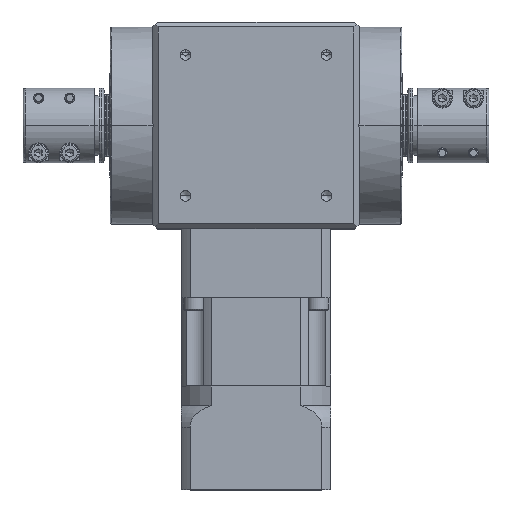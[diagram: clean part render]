
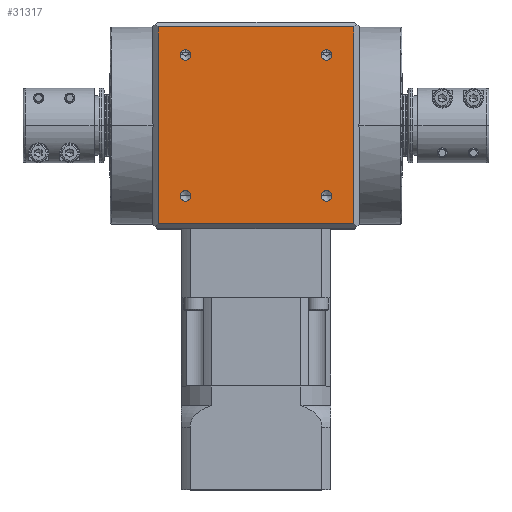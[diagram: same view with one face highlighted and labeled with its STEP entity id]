
A CAD part, top view. The second image highlights one B-rep face of the part: STEP entity #31317.
In plain terms, the highlighted planar face has unit normal (0, 0, 1).
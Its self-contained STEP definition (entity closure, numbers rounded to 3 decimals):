
#35 = DIRECTION ( 'NONE',  ( 0., -1., 0. ) ) ;
#641 = CARTESIAN_POINT ( 'NONE',  ( 28.284, 166.084, 41.5 ) ) ;
#903 = VERTEX_POINT ( 'NONE', #27091 ) ;
#992 = ORIENTED_EDGE ( 'NONE', *, *, #13964, .F. ) ;
#1058 = VERTEX_POINT ( 'NONE', #29024 ) ;
#1443 = EDGE_CURVE ( 'NONE', #903, #16398, #33029, .T. ) ;
#1690 = CARTESIAN_POINT ( 'NONE',  ( -28.284, 163.984, 41.5 ) ) ;
#2101 = DIRECTION ( 'NONE',  ( 0., -1., 0. ) ) ;
#2426 = EDGE_CURVE ( 'NONE', #23146, #11546, #21361, .T. ) ;
#2648 = CARTESIAN_POINT ( 'NONE',  ( -28.284, 107.416, 41.5 ) ) ;
#2702 = AXIS2_PLACEMENT_3D ( 'NONE', #31075, #14631, #33839 ) ;
#2749 = AXIS2_PLACEMENT_3D ( 'NONE', #1690, #3129, #3375 ) ;
#3020 = AXIS2_PLACEMENT_3D ( 'NONE', #33733, #33625, #30988 ) ;
#3129 = DIRECTION ( 'NONE',  ( 0., 0., -1. ) ) ;
#3375 = DIRECTION ( 'NONE',  ( 0., -1., 0. ) ) ;
#4410 = ORIENTED_EDGE ( 'NONE', *, *, #26798, .F. ) ;
#4731 = CARTESIAN_POINT ( 'NONE',  ( -41.5, 96.2, 41.5 ) ) ;
#4784 = CARTESIAN_POINT ( 'NONE',  ( 28.284, 163.984, 41.5 ) ) ;
#4831 = LINE ( 'NONE', #12577, #25035 ) ;
#5187 = FACE_BOUND ( 'NONE', #9482, .T. ) ;
#5343 = DIRECTION ( 'NONE',  ( 0., -1., 0. ) ) ;
#5478 = VERTEX_POINT ( 'NONE', #21642 ) ;
#6140 = EDGE_LOOP ( 'NONE', ( #9707, #24180 ) ) ;
#7135 = DIRECTION ( 'NONE',  ( 0., 0., -1. ) ) ;
#7297 = CARTESIAN_POINT ( 'NONE',  ( 28.284, 161.884, 41.5 ) ) ;
#7416 = CIRCLE ( 'NONE', #2702, 2.1 ) ;
#7577 = DIRECTION ( 'NONE',  ( 0., -1., 0. ) ) ;
#7768 = EDGE_CURVE ( 'NONE', #1058, #22505, #12360, .T. ) ;
#7998 = CARTESIAN_POINT ( 'NONE',  ( -28.284, 109.516, 41.5 ) ) ;
#8137 = VERTEX_POINT ( 'NONE', #641 ) ;
#8155 = CIRCLE ( 'NONE', #29433, 2.1 ) ;
#8441 = CIRCLE ( 'NONE', #34894, 2.1 ) ;
#8600 = ORIENTED_EDGE ( 'NONE', *, *, #35492, .T. ) ;
#8769 = VECTOR ( 'NONE', #19595, 1000. ) ;
#9194 = AXIS2_PLACEMENT_3D ( 'NONE', #34987, #18544, #2101 ) ;
#9284 = CARTESIAN_POINT ( 'NONE',  ( 28.284, 109.516, 41.5 ) ) ;
#9482 = EDGE_LOOP ( 'NONE', ( #4410, #24695 ) ) ;
#9533 = CIRCLE ( 'NONE', #9194, 2.1 ) ;
#9707 = ORIENTED_EDGE ( 'NONE', *, *, #1443, .T. ) ;
#10018 = CARTESIAN_POINT ( 'NONE',  ( -28.284, 166.084, 41.5 ) ) ;
#10216 = ORIENTED_EDGE ( 'NONE', *, *, #7768, .F. ) ;
#10308 = DIRECTION ( 'NONE',  ( -1., 0., 0. ) ) ;
#10326 = ORIENTED_EDGE ( 'NONE', *, *, #31226, .F. ) ;
#11512 = VECTOR ( 'NONE', #11942, 1000. ) ;
#11546 = VERTEX_POINT ( 'NONE', #18996 ) ;
#11942 = DIRECTION ( 'NONE',  ( 0., 1., 0. ) ) ;
#12360 = LINE ( 'NONE', #22849, #11512 ) ;
#12577 = CARTESIAN_POINT ( 'NONE',  ( 0., 175.2, 41.5 ) ) ;
#13964 = EDGE_CURVE ( 'NONE', #35346, #22124, #21548, .T. ) ;
#14096 = CARTESIAN_POINT ( 'NONE',  ( 39.292, 175.2, 41.5 ) ) ;
#14631 = DIRECTION ( 'NONE',  ( 0., 0., -1. ) ) ;
#14839 = CARTESIAN_POINT ( 'NONE',  ( -28.284, 107.416, 41.5 ) ) ;
#16107 = LINE ( 'NONE', #30541, #8769 ) ;
#16236 = ORIENTED_EDGE ( 'NONE', *, *, #34668, .T. ) ;
#16398 = VERTEX_POINT ( 'NONE', #10018 ) ;
#16467 = DIRECTION ( 'NONE',  ( 0., 0., 1. ) ) ;
#16480 = EDGE_LOOP ( 'NONE', ( #10326, #992 ) ) ;
#17608 = DIRECTION ( 'NONE',  ( 0., -1., 0. ) ) ;
#18495 = ORIENTED_EDGE ( 'NONE', *, *, #34451, .F. ) ;
#18544 = DIRECTION ( 'NONE',  ( 0., 0., -1. ) ) ;
#18973 = FACE_BOUND ( 'NONE', #6140, .T. ) ;
#18996 = CARTESIAN_POINT ( 'NONE',  ( 28.284, 105.316, 41.5 ) ) ;
#19358 = LINE ( 'NONE', #4731, #25748 ) ;
#19514 = CIRCLE ( 'NONE', #20158, 2.1 ) ;
#19595 = DIRECTION ( 'NONE',  ( 0., -1., 0. ) ) ;
#20158 = AXIS2_PLACEMENT_3D ( 'NONE', #4784, #24003, #7577 ) ;
#20726 = AXIS2_PLACEMENT_3D ( 'NONE', #2648, #21857, #5343 ) ;
#21361 = CIRCLE ( 'NONE', #3020, 2.1 ) ;
#21548 = CIRCLE ( 'NONE', #20726, 2.1 ) ;
#21642 = CARTESIAN_POINT ( 'NONE',  ( 39.292, 96.2, 41.5 ) ) ;
#21857 = DIRECTION ( 'NONE',  ( 0., 0., 1. ) ) ;
#22124 = VERTEX_POINT ( 'NONE', #29719 ) ;
#22505 = VERTEX_POINT ( 'NONE', #25285 ) ;
#22801 = EDGE_CURVE ( 'NONE', #5478, #1058, #19358, .T. ) ;
#22849 = CARTESIAN_POINT ( 'NONE',  ( -39.292, 177.2, 41.5 ) ) ;
#23146 = VERTEX_POINT ( 'NONE', #9284 ) ;
#23225 = AXIS2_PLACEMENT_3D ( 'NONE', #23566, #7135, #26305 ) ;
#23445 = PLANE ( 'NONE',  #23225 ) ;
#23487 = DIRECTION ( 'NONE',  ( 1., 0., 0. ) ) ;
#23566 = CARTESIAN_POINT ( 'NONE',  ( -41.5, 177.2, 41.5 ) ) ;
#23570 = VERTEX_POINT ( 'NONE', #14096 ) ;
#23972 = EDGE_LOOP ( 'NONE', ( #24607, #18495, #31606, #10216 ) ) ;
#24003 = DIRECTION ( 'NONE',  ( 0., 0., -1. ) ) ;
#24180 = ORIENTED_EDGE ( 'NONE', *, *, #29816, .T. ) ;
#24607 = ORIENTED_EDGE ( 'NONE', *, *, #22801, .F. ) ;
#24695 = ORIENTED_EDGE ( 'NONE', *, *, #2426, .F. ) ;
#25035 = VECTOR ( 'NONE', #23487, 1000. ) ;
#25285 = CARTESIAN_POINT ( 'NONE',  ( -39.292, 175.2, 41.5 ) ) ;
#25748 = VECTOR ( 'NONE', #10308, 1000. ) ;
#26219 = FACE_BOUND ( 'NONE', #16480, .T. ) ;
#26305 = DIRECTION ( 'NONE',  ( 0., 1., 0. ) ) ;
#26798 = EDGE_CURVE ( 'NONE', #11546, #23146, #8441, .T. ) ;
#27091 = CARTESIAN_POINT ( 'NONE',  ( -28.284, 161.884, 41.5 ) ) ;
#28351 = FACE_OUTER_BOUND ( 'NONE', #23972, .T. ) ;
#29024 = CARTESIAN_POINT ( 'NONE',  ( -39.292, 96.2, 41.5 ) ) ;
#29433 = AXIS2_PLACEMENT_3D ( 'NONE', #14839, #34047, #17608 ) ;
#29719 = CARTESIAN_POINT ( 'NONE',  ( -28.284, 105.316, 41.5 ) ) ;
#29816 = EDGE_CURVE ( 'NONE', #16398, #903, #9533, .T. ) ;
#30541 = CARTESIAN_POINT ( 'NONE',  ( 39.292, 0., 41.5 ) ) ;
#30988 = DIRECTION ( 'NONE',  ( 0., -1., 0. ) ) ;
#31075 = CARTESIAN_POINT ( 'NONE',  ( 28.284, 163.984, 41.5 ) ) ;
#31226 = EDGE_CURVE ( 'NONE', #22124, #35346, #8155, .T. ) ;
#31317 = ADVANCED_FACE ( 'NONE', ( #28351, #26219, #5187, #33579, #18973 ), #23445, .F. ) ;
#31606 = ORIENTED_EDGE ( 'NONE', *, *, #35142, .F. ) ;
#32937 = CARTESIAN_POINT ( 'NONE',  ( 28.284, 107.416, 41.5 ) ) ;
#33029 = CIRCLE ( 'NONE', #2749, 2.1 ) ;
#33579 = FACE_BOUND ( 'NONE', #35230, .T. ) ;
#33625 = DIRECTION ( 'NONE',  ( 0., 0., 1. ) ) ;
#33733 = CARTESIAN_POINT ( 'NONE',  ( 28.284, 107.416, 41.5 ) ) ;
#33737 = VERTEX_POINT ( 'NONE', #7297 ) ;
#33839 = DIRECTION ( 'NONE',  ( 0., -1., 0. ) ) ;
#34047 = DIRECTION ( 'NONE',  ( 0., 0., 1. ) ) ;
#34451 = EDGE_CURVE ( 'NONE', #23570, #5478, #16107, .T. ) ;
#34668 = EDGE_CURVE ( 'NONE', #8137, #33737, #19514, .T. ) ;
#34894 = AXIS2_PLACEMENT_3D ( 'NONE', #32937, #16467, #35 ) ;
#34987 = CARTESIAN_POINT ( 'NONE',  ( -28.284, 163.984, 41.5 ) ) ;
#35142 = EDGE_CURVE ( 'NONE', #22505, #23570, #4831, .T. ) ;
#35230 = EDGE_LOOP ( 'NONE', ( #8600, #16236 ) ) ;
#35346 = VERTEX_POINT ( 'NONE', #7998 ) ;
#35492 = EDGE_CURVE ( 'NONE', #33737, #8137, #7416, .T. ) ;
